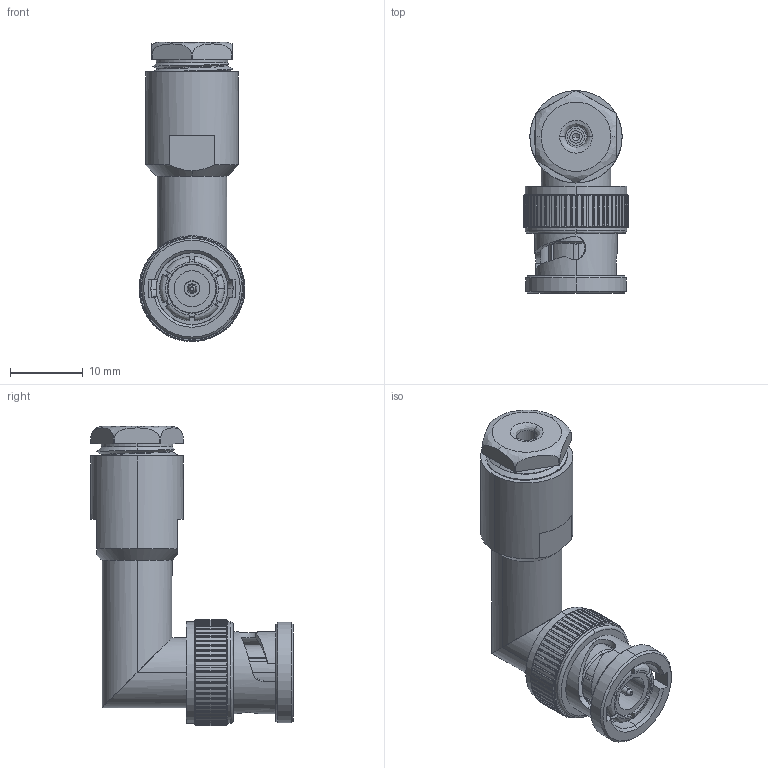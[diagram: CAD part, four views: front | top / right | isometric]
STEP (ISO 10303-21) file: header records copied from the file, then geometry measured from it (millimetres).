
FILE_DESCRIPTION (( 'STEP AP214' ), '1' );
FILE_NAME ('LCCN45956_3D.step', '2023-05-09T22:32:42', ( '' ), ( '' ), 'SwSTEP 2.0', 'SolidWorks 2022', '' );
FILE_SCHEMA (( 'AUTOMOTIVE_DESIGN' ));
Length unit declared in the file: inch
Products named in the file (19): Copy of 88C-34^LCCN45956; Copy of 913-2^LCCN45956; Copy of 88-13^LCCN45956; Copy of 0401-33-14^LCCN45956; Copy of 88C-39^LCCN45956; LCCN45956_3D; Copy of 0401-33-31^LCCN45956; Copy of 0401-33-28^LCCN45956; Copy of 274A-22^LCCN45956; Copy of 306A-25^LCCN45956; Copy of 0401-33-35^LCCN45956; Copy of 306A-21^LCCN45956; Copy of 306A-6^Copy of 913-2_LCCN45956; Copy of 913-5^Copy of 913-2_LCCN45956; Copy of 913-24^LCCN45956; Copy of 88C-29^LCCN45956; Copy of 88C-19^LCCN45956; Copy of 0401-33-25^LCCN45956; Copy of 88-30_Formed^LCCN45956
Assembly tree (18 placements, depth 3):
  LCCN45956_3D
    Copy of 913-2^LCCN45956
      Copy of 913-5^Copy of 913-2_LCCN45956
      Copy of 306A-6^Copy of 913-2_LCCN45956
    Copy of 913-24^LCCN45956
    Copy of 0401-33-14^LCCN45956
    Copy of 0401-33-25^LCCN45956
    Copy of 0401-33-28^LCCN45956
    Copy of 0401-33-31^LCCN45956
    Copy of 0401-33-35^LCCN45956
    Copy of 274A-22^LCCN45956
    Copy of 306A-21^LCCN45956
    Copy of 306A-25^LCCN45956
    Copy of 88-13^LCCN45956
    Copy of 88-30_Formed^LCCN45956
    Copy of 88C-19^LCCN45956
    Copy of 88C-29^LCCN45956
    Copy of 88C-34^LCCN45956
    Copy of 88C-39^LCCN45956
Bounding box: 14.56 x 27.83 x 41.15 mm (x, y, z)
Volume: 3489.1 mm3; surface area: 7334.3 mm2
Topology: 17 solids, 17 shells, 610 faces, 1602 edges, 1045 vertices
Faces by surface type: cylinder 267, plane 230, bspline 60, cone 53
Entity records: 26155 total; most frequent: CARTESIAN_POINT 11062, ORIENTED_EDGE 3200, DIRECTION 2700, EDGE_CURVE 1600, AXIS2_PLACEMENT_3D 1073, VERTEX_POINT 1045, EDGE_LOOP 665, ADVANCED_FACE 610
